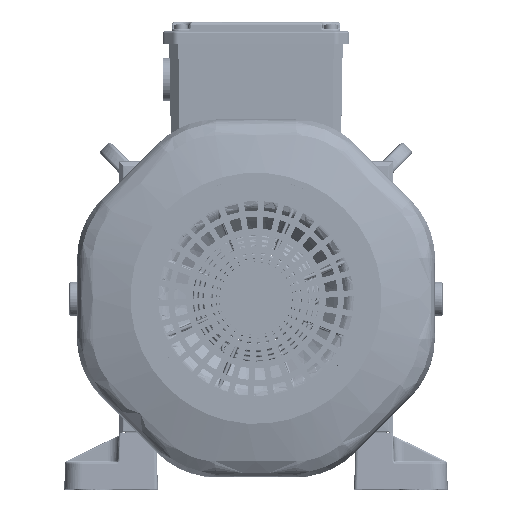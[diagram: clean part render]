
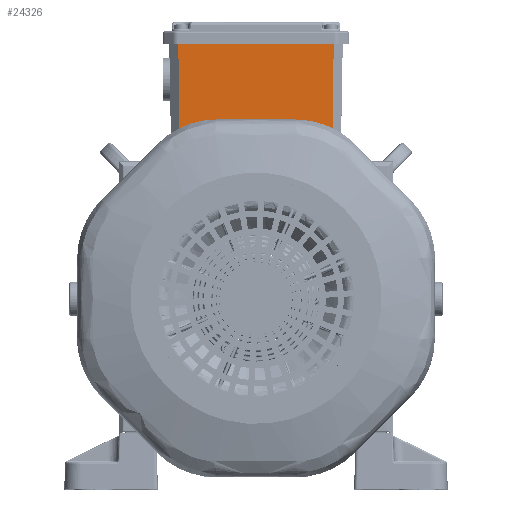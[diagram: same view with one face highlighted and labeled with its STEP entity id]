
A CAD part, top view. The second image highlights one B-rep face of the part: STEP entity #24326.
In plain terms, the highlighted planar face has unit normal (0, -0.018, 1).
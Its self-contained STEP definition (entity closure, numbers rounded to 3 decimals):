
#17377=PLANE('',#140672);
#24326=ADVANCED_FACE('',(#31537),#17377,.T.);
#31537=FACE_OUTER_BOUND('',#38932,.T.);
#38932=EDGE_LOOP('',(#78743,#78744,#78745,#78746));
#78743=ORIENTED_EDGE('',*,*,#114885,.T.);
#78744=ORIENTED_EDGE('',*,*,#114884,.F.);
#78745=ORIENTED_EDGE('',*,*,#114886,.F.);
#78746=ORIENTED_EDGE('',*,*,#114887,.T.);
#93081=VERTEX_POINT('',#284726);
#93084=VERTEX_POINT('',#284731);
#93085=VERTEX_POINT('',#284735);
#93086=VERTEX_POINT('',#284737);
#114884=EDGE_CURVE('',#93084,#93081,#121856,.T.);
#114885=EDGE_CURVE('',#93085,#93081,#121857,.T.);
#114886=EDGE_CURVE('',#93086,#93084,#121858,.T.);
#114887=EDGE_CURVE('',#93086,#93085,#121859,.T.);
#121856=LINE('',#284732,#128809);
#121857=LINE('',#284734,#128810);
#121858=LINE('',#284736,#128811);
#121859=LINE('',#284738,#128812);
#128809=VECTOR('',#171217,1.);
#128810=VECTOR('',#171220,1.);
#128811=VECTOR('',#171221,1.);
#128812=VECTOR('',#171222,1.);
#140672=AXIS2_PLACEMENT_3D('',#284739,#171223,#171224);
#171217=DIRECTION('',(-0.007,1.,0.017));
#171220=DIRECTION('',(-1.,0.,0.));
#171221=DIRECTION('',(-1.,0.,0.));
#171222=DIRECTION('',(0.007,1.,0.017));
#171223=DIRECTION('',(0.,-0.017,1.));
#171224=DIRECTION('',(0.,1.,0.017));
#284726=CARTESIAN_POINT('',(-45.548,149.5,75.408));
#284731=CARTESIAN_POINT('',(-45.172,97.5,74.5));
#284732=CARTESIAN_POINT('',(-45.172,97.5,74.5));
#284734=CARTESIAN_POINT('',(52.,149.5,75.408));
#284735=CARTESIAN_POINT('',(45.548,149.5,75.408));
#284736=CARTESIAN_POINT('',(45.172,97.5,74.5));
#284737=CARTESIAN_POINT('',(45.172,97.5,74.5));
#284738=CARTESIAN_POINT('',(45.172,97.5,74.5));
#284739=CARTESIAN_POINT('',(45.172,97.5,74.5));
